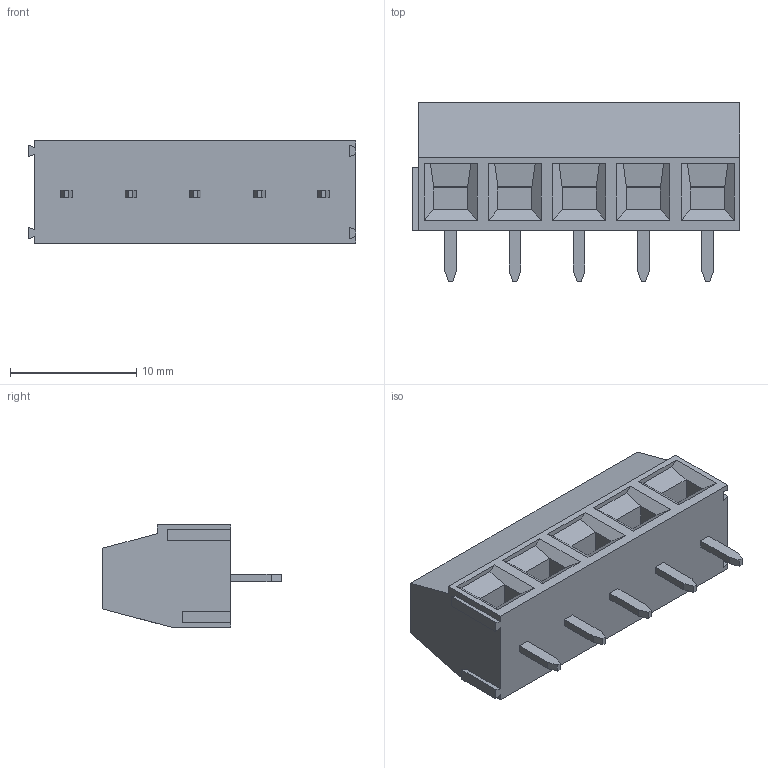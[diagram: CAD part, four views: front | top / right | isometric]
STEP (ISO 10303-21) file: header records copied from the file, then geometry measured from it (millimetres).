
FILE_DESCRIPTION (( 'STEP AP214' ), '1' );
FILE_NAME ('DG127-5.08-05P-4Y-00AH.STEP', '2021-01-02T22:22:46', ( '' ), ( '' ), 'SwSTEP 2.0', 'SolidWorks 2020', '' );
FILE_SCHEMA (( 'AUTOMOTIVE_DESIGN' ));
Length unit declared in the file: millimetre
Products named in the file (1): DG127-5.08-05P-4Y-00AH
Bounding box: 25.9 x 14.1 x 8.1 mm (x, y, z)
Volume: 1606.9 mm3; surface area: 1555.3 mm2
Topology: 1 solids, 1 shells, 506 faces, 1343 edges, 887 vertices
Faces by surface type: plane 319, bspline 152, cylinder 20, torus 15
Entity records: 27532 total; most frequent: CARTESIAN_POINT 11559, ORIENTED_EDGE 2686, DIRECTION 1779, EDGE_CURVE 1343, LINE 909, VECTOR 909, VERTEX_POINT 887, EDGE_LOOP 554
